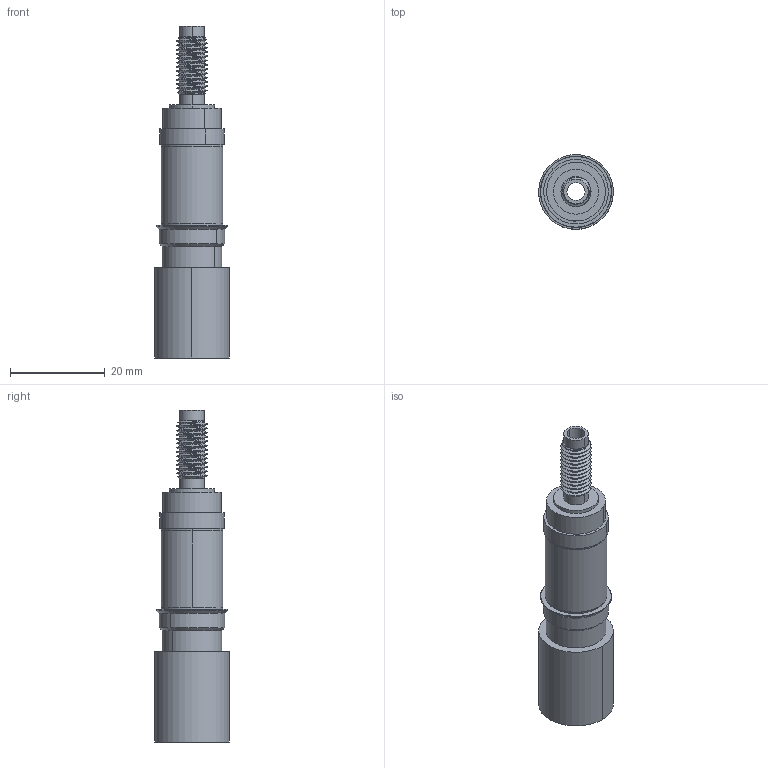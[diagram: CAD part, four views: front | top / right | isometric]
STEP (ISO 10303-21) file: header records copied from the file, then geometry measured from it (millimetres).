
FILE_DESCRIPTION (( 'STEP AP203' ), '1' );
FILE_NAME ('A0038-1-W.STEP', '2019-10-15T15:16:10', ( '' ), ( '' ), 'SwSTEP 2.0', 'SolidWorks 2019', '' );
FILE_SCHEMA (( 'CONFIG_CONTROL_DESIGN' ));
Length unit declared in the file: inch
Products named in the file (1): A0038-1-W
Bounding box: 15.8 x 15.8 x 70.2 mm (x, y, z)
Volume: 5778.5 mm3; surface area: 5273.7 mm2
Topology: 1 solids, 1 shells, 91 faces, 218 edges, 143 vertices
Faces by surface type: cylinder 62, plane 16, cone 10, bspline 3
Entity records: 4883 total; most frequent: CARTESIAN_POINT 2791, ORIENTED_EDGE 436, DIRECTION 413, EDGE_CURVE 218, AXIS2_PLACEMENT_3D 171, VERTEX_POINT 143, EDGE_LOOP 107, FACE_OUTER_BOUND 91
